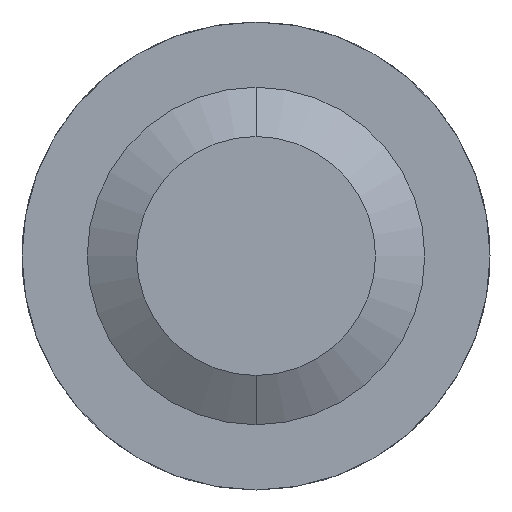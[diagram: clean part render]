
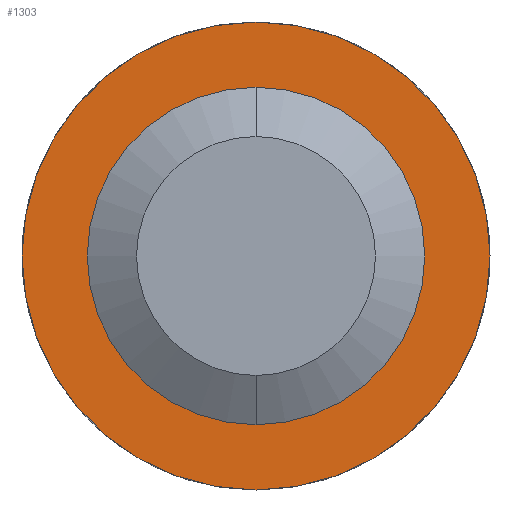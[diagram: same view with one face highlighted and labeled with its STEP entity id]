
A CAD part, front view. The second image highlights one B-rep face of the part: STEP entity #1303.
In plain terms, the highlighted planar face has unit normal (0, -1, 0).
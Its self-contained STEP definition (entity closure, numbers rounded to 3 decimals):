
#61 = ORIENTED_EDGE ( 'NONE', *, *, #231, .F. ) ;
#231 = EDGE_CURVE ( 'Defeature ausgef�hrt1_4+Defeature ausgef�hrt1_5+Defeature ausgef�hrt1_5+Defeature ausgef�hrt1_5', #687, #516, #2795, .T. ) ;
#303 = DIRECTION ( 'NONE',  ( 0., 1., 0. ) ) ;
#326 = EDGE_CURVE ( 'Defeature ausgef�hrt1_4+Defeature ausgef�hrt1_5+Defeature ausgef�hrt1_5+Defeature ausgef�hrt1_5', #516, #687, #2461, .T. ) ;
#352 = DIRECTION ( 'NONE',  ( 0., 1., 0. ) ) ;
#353 = DIRECTION ( 'NONE',  ( 0., 0., 1. ) ) ;
#408 = CARTESIAN_POINT ( 'NONE',  ( 0., -2.5, 0.685 ) ) ;
#415 = AXIS2_PLACEMENT_3D ( 'NONE', #923, #352, #2908 ) ;
#433 = CARTESIAN_POINT ( 'NONE',  ( 0., -2.5, 0. ) ) ;
#502 = CARTESIAN_POINT ( 'NONE',  ( 0., -2.5, -0.95 ) ) ;
#513 = DIRECTION ( 'NONE',  ( 0., 0., 1. ) ) ;
#516 = VERTEX_POINT ( 'NONE', #3034 ) ;
#687 = VERTEX_POINT ( 'NONE', #502 ) ;
#695 = ORIENTED_EDGE ( 'NONE', *, *, #326, .F. ) ;
#805 = PLANE ( 'NONE',  #1498 ) ;
#909 = EDGE_LOOP ( 'NONE', ( #1117, #3099 ) ) ;
#923 = CARTESIAN_POINT ( 'NONE',  ( 0., -2.5, 0. ) ) ;
#936 = FACE_OUTER_BOUND ( 'NONE', #3614, .T. ) ;
#939 = DIRECTION ( 'NONE',  ( 0., 0., 1. ) ) ;
#975 = FACE_BOUND ( 'NONE', #909, .T. ) ;
#1023 = DIRECTION ( 'NONE',  ( 0., 1., 0. ) ) ;
#1117 = ORIENTED_EDGE ( 'NONE', *, *, #1525, .T. ) ;
#1303 = ADVANCED_FACE ( 'Defeature ausgef�hrt1_5', ( #936, #975 ), #805, .F. ) ;
#1353 = VERTEX_POINT ( 'NONE', #2236 ) ;
#1446 = CARTESIAN_POINT ( 'NONE',  ( 0., -2.5, 0. ) ) ;
#1498 = AXIS2_PLACEMENT_3D ( 'NONE', #3647, #3072, #513 ) ;
#1525 = EDGE_CURVE ( 'Defeature ausgef�hrt1_5+Defeature ausgef�hrt1_6+Defeature ausgef�hrt1_6+Defeature ausgef�hrt1_6', #2188, #1353, #2464, .T. ) ;
#1870 = DIRECTION ( 'NONE',  ( 0., 0., 1. ) ) ;
#2048 = CARTESIAN_POINT ( 'NONE',  ( 0., -2.5, 0. ) ) ;
#2125 = EDGE_CURVE ( 'Defeature ausgef�hrt1_5+Defeature ausgef�hrt1_6+Defeature ausgef�hrt1_6+Defeature ausgef�hrt1_6', #1353, #2188, #2193, .T. ) ;
#2188 = VERTEX_POINT ( 'NONE', #408 ) ;
#2193 = CIRCLE ( 'NONE', #3123, 0.685 ) ;
#2236 = CARTESIAN_POINT ( 'NONE',  ( 0., -2.5, -0.685 ) ) ;
#2461 = CIRCLE ( 'NONE', #3342, 0.95 ) ;
#2464 = CIRCLE ( 'NONE', #3501, 0.685 ) ;
#2795 = CIRCLE ( 'NONE', #415, 0.95 ) ;
#2908 = DIRECTION ( 'NONE',  ( 0., 0., 1. ) ) ;
#3034 = CARTESIAN_POINT ( 'NONE',  ( 0., -2.5, 0.95 ) ) ;
#3072 = DIRECTION ( 'NONE',  ( 0., 1., 0. ) ) ;
#3099 = ORIENTED_EDGE ( 'NONE', *, *, #2125, .T. ) ;
#3123 = AXIS2_PLACEMENT_3D ( 'NONE', #2048, #3235, #353 ) ;
#3235 = DIRECTION ( 'NONE',  ( 0., 1., 0. ) ) ;
#3342 = AXIS2_PLACEMENT_3D ( 'NONE', #433, #1023, #1870 ) ;
#3501 = AXIS2_PLACEMENT_3D ( 'NONE', #1446, #303, #939 ) ;
#3614 = EDGE_LOOP ( 'NONE', ( #695, #61 ) ) ;
#3647 = CARTESIAN_POINT ( 'NONE',  ( 0.95, -2.5, 0. ) ) ;
